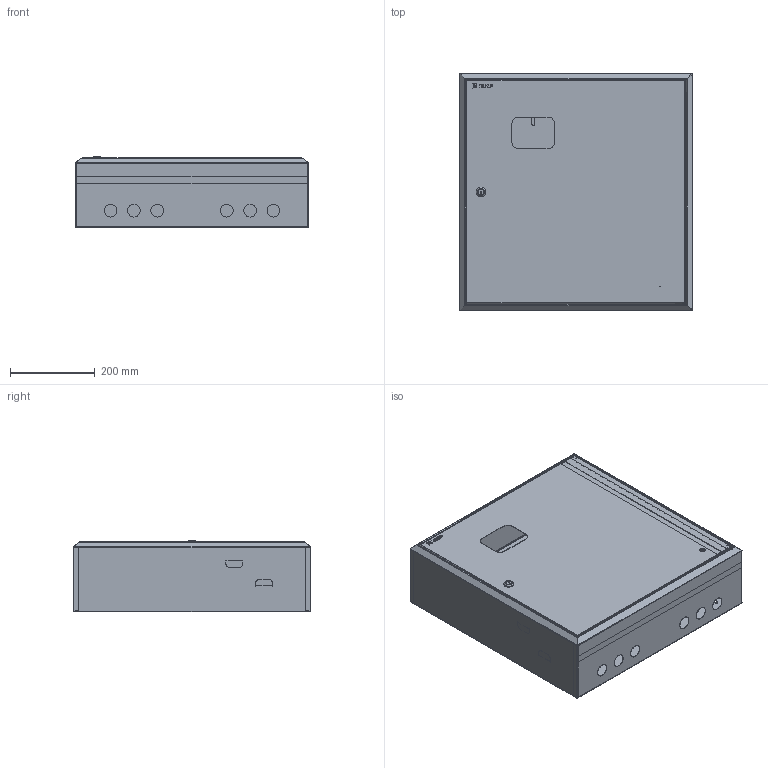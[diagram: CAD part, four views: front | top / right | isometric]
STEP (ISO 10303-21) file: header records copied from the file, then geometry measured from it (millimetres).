
FILE_DESCRIPTION (( 'STEP AP214' ), '1' );
FILE_NAME ('棞蚐 3-36 IP31 EKF 昈-1034.STEP', '2017-08-31T12:17:28', ( 'Admin' ), ( '' ), 'SwSTEP 2.0', 'SolidWorks 2017', '' );
FILE_SCHEMA (( 'AUTOMOTIVE_DESIGN' ));
Length unit declared in the file: millimetre
Products named in the file (39): Çàìîê ïî÷òîâûé; Øïèëüêà Ì6õ12; ßçû÷îê 2; Êðîíøòåéí 40õ40; Âíóòðåííåå òåëî çàìêà; ÌÈ-1034.03.00.000 Ïàíåëü ïðàâàÿ â ñáîðå; ÌÈ-1034.01.01.001 Ñòåíêà ïðàâàÿ; Ãàéêà; ÌÈ-1034.03.00.001 Ïàíåëü ïðàâàÿ; Ïðîêëàäêà ìåòàëëè÷åñêàÿ 2; DIN-ðåéêà 2; 棞蚐 3-36 IP31 EKF 昈-1034; pan head cross recess screw_din_ISO 7045 - M4 x 6 - Z --- 6N; cross ph tapping 968_din_Screw DIN 968-ST4.2x13-C-H-N; Ïðîêëàäêà; 昈-1034.00.00.001 赶鎀鍧; Washer 6402_3_gost_丐ｩ｡ 2 6 ヮ葬 6402-70; ÌÈ-1034.04.00.000 Ïàíåëü â ñáîðå; 昈-1034.04.00.001 眈翴錪; Ïðîêëàäêà ìåòàëëè÷åñêàÿ; ÌÈ-887.03.00.000 Ïàíåëü ëåâàÿ â ñáîðå; Òåëî çàìêà; ÌÈ-887.03.00.001 Ïàíåëü ëåâàÿ; Çàêëåïêà öèëèíäðè÷åñêàÿ Ì4 ÑÒ-Á ñ âíóòðåííåé ðåçüáîé_Œ8; Ïàíåëü ñ÷åò÷èêà 3õ ôàçíîãî ÌÈ-512.00.00.001; ﾌﾈ-1034.02.00.001 ﾄ粢; ÌÈ-1034.01.00.000 Êîðïóñ â ñáîðå; pan head cross recess screw_din_ISO 7045 - M4 x 16 - Z --- 16N; ÌÈ-1034.01.02.000 Ñòåíêà çàäíÿÿ â ñáîðå; DIN-ðåéêà; ﾌﾈ-1034.01.02.002 ﾊ煇鳫; hex flange nut_din_Hexagon Flange Nut DIN 6923 - M6 - N; Øïèëüêà îáìåäíåííàÿ Ì6õ20; ÌÈ-1034.02.00.000 Äâåðü â ñáîðå; ÌÈ-1034.01.02.001 Ñòåíêà çàäíÿÿ; 呧蜦 3D; ÌÈ-1034.01.01.000 Ñòåíêà ïðàâàÿ â ñáîðå; ﾌﾈ-1034.02.00.002 ﾐ裔; ﾌﾈ-1034.01.01.002 ﾊ煇鳫
Assembly tree (76 placements, depth 4):
  棞蚐 3-36 IP31 EKF 昈-1034
    ÌÈ-1034.01.00.000 Êîðïóñ â ñáîðå
      ÌÈ-1034.01.01.000 Ñòåíêà ïðàâàÿ â ñáîðå
        ÌÈ-1034.01.01.001 Ñòåíêà ïðàâàÿ
        Êðîíøòåéí 40õ40  x6
        Øïèëüêà Ì6õ12
        ﾌﾈ-1034.01.01.002 ﾊ煇鳫
      ÌÈ-1034.01.02.000 Ñòåíêà çàäíÿÿ â ñáîðå
        ÌÈ-1034.01.02.001 Ñòåíêà çàäíÿÿ
        Êðîíøòåéí 40õ40  x2
        Øïèëüêà îáìåäíåííàÿ Ì6õ20  x2
        ﾌﾈ-1034.01.02.002 ﾊ煇鳫
    ÌÈ-1034.02.00.000 Äâåðü â ñáîðå
      ﾌﾈ-1034.02.00.001 ﾄ粢
      Øïèëüêà Ì6õ12
      Çàêëåïêà öèëèíäðè÷åñêàÿ Ì4 ÑÒ-Á ñ âíóòðåííåé ðåçüáîé_Œ8  x2
      Çàìîê ïî÷òîâûé
        Òåëî çàìêà
        Ïðîêëàäêà ìåòàëëè÷åñêàÿ
        Washer 6402_3_gost_丐ｩ｡ 2 6 ヮ葬 6402-70
        Ïðîêëàäêà
        pan head cross recess screw_din_ISO 7045 - M4 x 6 - Z --- 6N
        Ïðîêëàäêà ìåòàëëè÷åñêàÿ 2
        Ãàéêà
        Âíóòðåííåå òåëî çàìêà
        ßçû÷îê 2
      ﾌﾈ-1034.02.00.002 ﾐ裔
      呧蜦 3D
    hex flange nut_din_Hexagon Flange Nut DIN 6923 - M6 - N  x4
    DIN-ðåéêà
    pan head cross recess screw_din_ISO 7045 - M4 x 16 - Z --- 16N  x2
    Ïàíåëü ñ÷åò÷èêà 3õ ôàçíîãî ÌÈ-512.00.00.001
    ÌÈ-887.03.00.000 Ïàíåëü ëåâàÿ â ñáîðå
      ÌÈ-887.03.00.001 Ïàíåëü ëåâàÿ
      Øïèëüêà Ì6õ12
    ÌÈ-1034.04.00.000 Ïàíåëü â ñáîðå
      昈-1034.04.00.001 眈翴錪
      Øïèëüêà Ì6õ12
    昈-1034.00.00.001 赶鎀鍧
    cross ph tapping 968_din_Screw DIN 968-ST4.2x13-C-H-N  x21
    DIN-ðåéêà 2  x2
    ÌÈ-1034.03.00.000 Ïàíåëü ïðàâàÿ â ñáîðå
      ÌÈ-1034.03.00.001 Ïàíåëü ïðàâàÿ
      Øïèëüêà Ì6õ12
Bounding box: 550 x 560 x 169.58 mm (x, y, z)
Volume: 1041080.7 mm3; surface area: 2906063 mm2
Topology: 75 solids, 75 shells, 2380 faces, 5916 edges, 3710 vertices
Faces by surface type: plane 1325, cylinder 683, bspline 160, cone 136, sphere 48, torus 28
Entity records: 44799 total; most frequent: CARTESIAN_POINT 11071, DIRECTION 6490, ORIENTED_EDGE 6432, EDGE_CURVE 3216, AXIS2_PLACEMENT_3D 2186, LINE 2118, VECTOR 2118, VERTEX_POINT 1991
